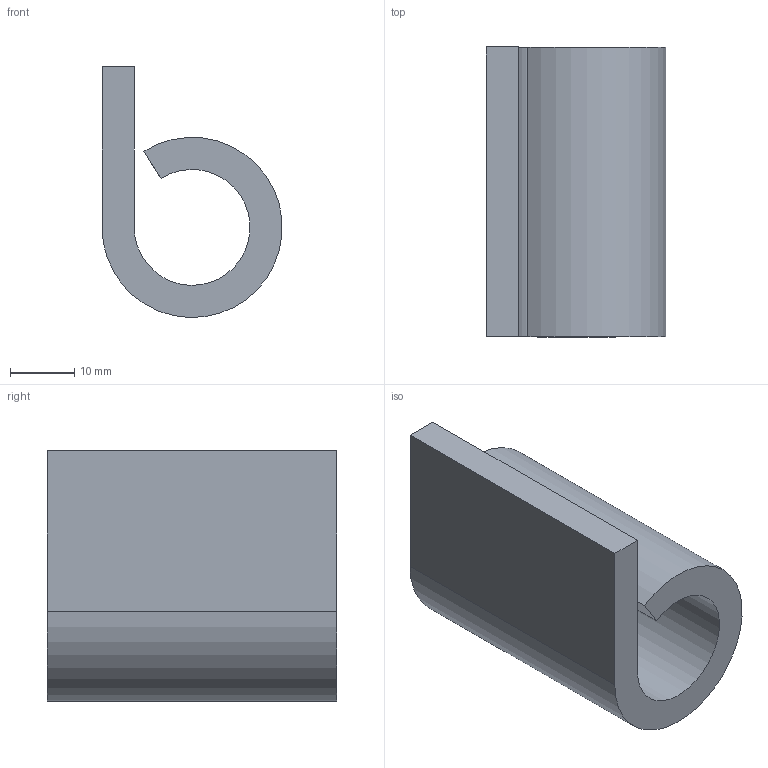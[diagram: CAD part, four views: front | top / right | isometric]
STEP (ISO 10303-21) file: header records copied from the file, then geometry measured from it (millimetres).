
FILE_DESCRIPTION (( 'STEP AP203' ), '1' );
FILE_NAME ('960-16-25.step', '2022-03-22T07:58:06', ( '' ), ( '' ), 'SwSTEP 2.0', 'SolidWorks 2018', '' );
FILE_SCHEMA (( 'CONFIG_CONTROL_DESIGN' ));
Length unit declared in the file: millimetre
Products named in the file (1): 960-16-25
Bounding box: 27.96 x 45 x 38.99 mm (x, y, z)
Volume: 19280.6 mm3; surface area: 9028.3 mm2
Topology: 1 solids, 1 shells, 219 faces, 579 edges, 386 vertices
Faces by surface type: plane 119, bspline 98, cylinder 2
Entity records: 12054 total; most frequent: CARTESIAN_POINT 7211, ORIENTED_EDGE 1158, DIRECTION 631, EDGE_CURVE 579, VERTEX_POINT 386, VECTOR 379, LINE 379, EDGE_LOOP 243
